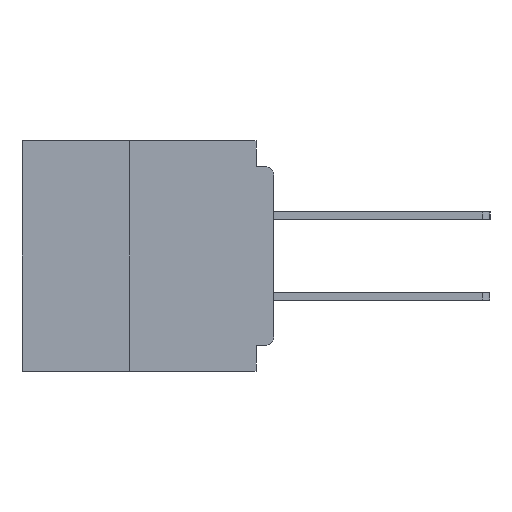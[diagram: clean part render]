
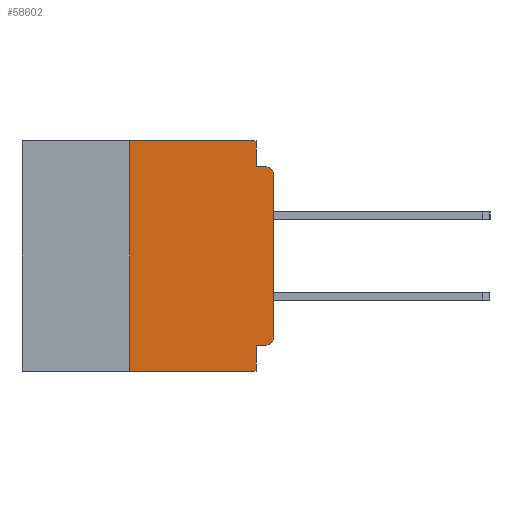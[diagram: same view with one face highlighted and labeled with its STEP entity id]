
A CAD part, left-side view. The second image highlights one B-rep face of the part: STEP entity #58602.
In plain terms, the highlighted planar face has unit normal (-1, 0, 0).
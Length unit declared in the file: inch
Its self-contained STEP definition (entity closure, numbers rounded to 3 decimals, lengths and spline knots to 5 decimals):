
#810 = EDGE_CURVE ( 'NONE', #57019, #6434, #60778, .T. ) ;
#965 = VECTOR ( 'NONE', #50510, 39.37008 ) ;
#1652 = ORIENTED_EDGE ( 'NONE', *, *, #43259, .F. ) ;
#2563 = VECTOR ( 'NONE', #34065, 39.37008 ) ;
#2594 = LINE ( 'NONE', #17895, #26367 ) ;
#3027 = EDGE_CURVE ( 'NONE', #36321, #59006, #41711, .T. ) ;
#3913 = CARTESIAN_POINT ( 'NONE',  ( 0., 0.25, -0.4 ) ) ;
#4612 = LINE ( 'NONE', #10348, #29907 ) ;
#4731 = DIRECTION ( 'NONE',  ( -1., 0., 0. ) ) ;
#4884 = CARTESIAN_POINT ( 'NONE',  ( 0., 0.437, 0. ) ) ;
#5139 = VERTEX_POINT ( 'NONE', #28644 ) ;
#5534 = CARTESIAN_POINT ( 'NONE',  ( 0., 0.015, -0.34 ) ) ;
#5955 = CARTESIAN_POINT ( 'NONE',  ( 0., 0.031, -0.045 ) ) ;
#6005 = EDGE_CURVE ( 'NONE', #15275, #49363, #57395, .T. ) ;
#6434 = VERTEX_POINT ( 'NONE', #19468 ) ;
#6981 = CARTESIAN_POINT ( 'NONE',  ( 0., 0.031, -0.4 ) ) ;
#7905 = DIRECTION ( 'NONE',  ( 0., 0., 1. ) ) ;
#8970 = DIRECTION ( 'NONE',  ( 0., 0., 1. ) ) ;
#9604 = ORIENTED_EDGE ( 'NONE', *, *, #11150, .F. ) ;
#9983 = DIRECTION ( 'NONE',  ( 0., 0., -1. ) ) ;
#10108 = VECTOR ( 'NONE', #62254, 39.37008 ) ;
#10348 = CARTESIAN_POINT ( 'NONE',  ( 0., 0., -0.045 ) ) ;
#10631 = DIRECTION ( 'NONE',  ( 0., 0., -1. ) ) ;
#11150 = EDGE_CURVE ( 'NONE', #57019, #36321, #43077, .T. ) ;
#12779 = AXIS2_PLACEMENT_3D ( 'NONE', #5534, #40825, #10631 ) ;
#13320 = VECTOR ( 'NONE', #33039, 39.37008 ) ;
#15275 = VERTEX_POINT ( 'NONE', #33886 ) ;
#15391 = CARTESIAN_POINT ( 'NONE',  ( 0., 0., -0.355 ) ) ;
#15477 = DIRECTION ( 'NONE',  ( 0., -1., 0. ) ) ;
#16348 = VECTOR ( 'NONE', #8970, 39.37008 ) ;
#16932 = EDGE_LOOP ( 'NONE', ( #60743, #48897, #1652, #41904, #56798, #9604, #63120, #29387, #17539, #48960 ) ) ;
#17167 = CARTESIAN_POINT ( 'NONE',  ( 0., 0.25, -0.4 ) ) ;
#17539 = ORIENTED_EDGE ( 'NONE', *, *, #19095, .F. ) ;
#17895 = CARTESIAN_POINT ( 'NONE',  ( 0., 0., 0. ) ) ;
#18415 = AXIS2_PLACEMENT_3D ( 'NONE', #4884, #40198, #9983 ) ;
#19095 = EDGE_CURVE ( 'NONE', #15275, #32381, #41210, .T. ) ;
#19250 = LINE ( 'NONE', #39160, #2563 ) ;
#19468 = CARTESIAN_POINT ( 'NONE',  ( 0., 0.031, -0.4 ) ) ;
#20707 = VECTOR ( 'NONE', #63902, 39.37008 ) ;
#21260 = VERTEX_POINT ( 'NONE', #43513 ) ;
#23884 = CARTESIAN_POINT ( 'NONE',  ( 0., 0.031, 0. ) ) ;
#26367 = VECTOR ( 'NONE', #7905, 39.37008 ) ;
#28644 = CARTESIAN_POINT ( 'NONE',  ( 0., 0., -0.06 ) ) ;
#29387 = ORIENTED_EDGE ( 'NONE', *, *, #60884, .F. ) ;
#29907 = VECTOR ( 'NONE', #15477, 39.37008 ) ;
#30076 = PLANE ( 'NONE',  #18415 ) ;
#32348 = CARTESIAN_POINT ( 'NONE',  ( 0., 0.437, 0. ) ) ;
#32381 = VERTEX_POINT ( 'NONE', #52737 ) ;
#32679 = EDGE_CURVE ( 'NONE', #5139, #21260, #39409, .T. ) ;
#33039 = DIRECTION ( 'NONE',  ( 0., -1., 0. ) ) ;
#33886 = CARTESIAN_POINT ( 'NONE',  ( 0., 0.015, -0.355 ) ) ;
#34065 = DIRECTION ( 'NONE',  ( 0., 0., -1. ) ) ;
#34070 = AXIS2_PLACEMENT_3D ( 'NONE', #34955, #4731, #40044 ) ;
#34354 = CARTESIAN_POINT ( 'NONE',  ( 0., 0.25, 0. ) ) ;
#34955 = CARTESIAN_POINT ( 'NONE',  ( 0., 0.015, -0.06 ) ) ;
#36321 = VERTEX_POINT ( 'NONE', #34354 ) ;
#37920 = FACE_OUTER_BOUND ( 'NONE', #16932, .T. ) ;
#39160 = CARTESIAN_POINT ( 'NONE',  ( 0., 0.031, 0. ) ) ;
#39409 = CIRCLE ( 'NONE', #34070, 0.015 ) ;
#40044 = DIRECTION ( 'NONE',  ( 0., 0., -1. ) ) ;
#40110 = LINE ( 'NONE', #6981, #10108 ) ;
#40198 = DIRECTION ( 'NONE',  ( 1., 0., 0. ) ) ;
#40825 = DIRECTION ( 'NONE',  ( -1., 0., 0. ) ) ;
#41210 = LINE ( 'NONE', #15391, #965 ) ;
#41711 = LINE ( 'NONE', #32348, #13320 ) ;
#41904 = ORIENTED_EDGE ( 'NONE', *, *, #57286, .F. ) ;
#43077 = LINE ( 'NONE', #3913, #16348 ) ;
#43259 = EDGE_CURVE ( 'NONE', #58749, #21260, #4612, .T. ) ;
#43513 = CARTESIAN_POINT ( 'NONE',  ( 0., 0.015, -0.045 ) ) ;
#46801 = EDGE_CURVE ( 'NONE', #49363, #5139, #2594, .T. ) ;
#48897 = ORIENTED_EDGE ( 'NONE', *, *, #32679, .T. ) ;
#48960 = ORIENTED_EDGE ( 'NONE', *, *, #6005, .T. ) ;
#49363 = VERTEX_POINT ( 'NONE', #61182 ) ;
#50510 = DIRECTION ( 'NONE',  ( 0., 1., 0. ) ) ;
#52737 = CARTESIAN_POINT ( 'NONE',  ( 0., 0.031, -0.355 ) ) ;
#56798 = ORIENTED_EDGE ( 'NONE', *, *, #3027, .F. ) ;
#57019 = VERTEX_POINT ( 'NONE', #17167 ) ;
#57286 = EDGE_CURVE ( 'NONE', #59006, #58749, #19250, .T. ) ;
#57395 = CIRCLE ( 'NONE', #12779, 0.015 ) ;
#58602 = ADVANCED_FACE ( 'NONE', ( #37920 ), #30076, .F. ) ;
#58749 = VERTEX_POINT ( 'NONE', #5955 ) ;
#59006 = VERTEX_POINT ( 'NONE', #23884 ) ;
#60743 = ORIENTED_EDGE ( 'NONE', *, *, #46801, .T. ) ;
#60778 = LINE ( 'NONE', #65060, #20707 ) ;
#60884 = EDGE_CURVE ( 'NONE', #32381, #6434, #40110, .T. ) ;
#61182 = CARTESIAN_POINT ( 'NONE',  ( 0., 0., -0.34 ) ) ;
#62254 = DIRECTION ( 'NONE',  ( 0., 0., -1. ) ) ;
#63120 = ORIENTED_EDGE ( 'NONE', *, *, #810, .T. ) ;
#63902 = DIRECTION ( 'NONE',  ( 0., -1., 0. ) ) ;
#65060 = CARTESIAN_POINT ( 'NONE',  ( 0., 0.437, -0.4 ) ) ;
